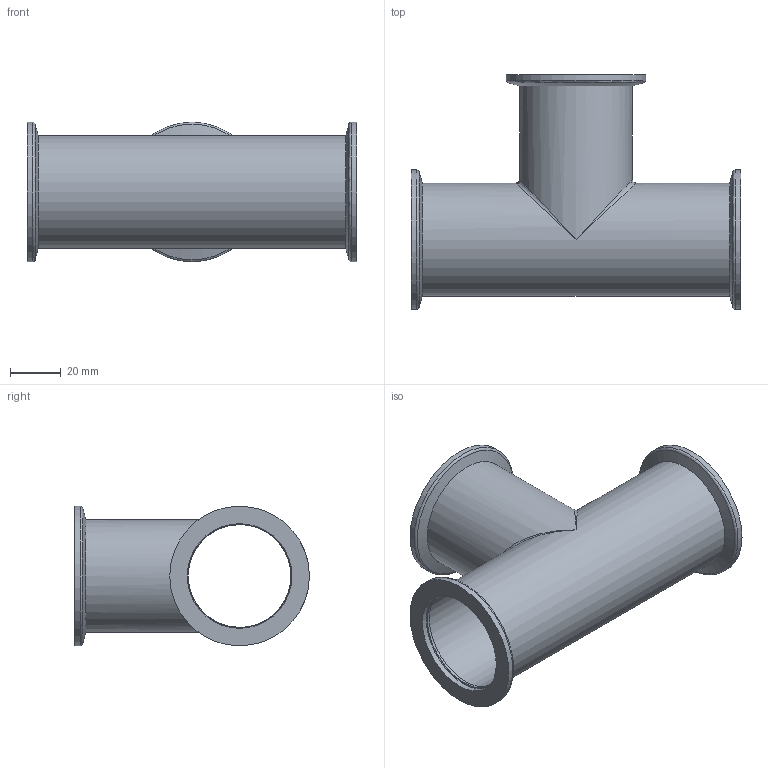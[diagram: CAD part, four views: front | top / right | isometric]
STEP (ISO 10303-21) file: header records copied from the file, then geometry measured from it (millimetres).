
FILE_DESCRIPTION (( 'STEP AP214' ), '1' );
FILE_NAME ('FULLVAC TE1KF40.STEP', '2019-04-05T13:32:07', ( '' ), ( '' ), 'SwSTEP 2.0', 'SolidWorks 2017', '' );
FILE_SCHEMA (( 'AUTOMOTIVE_DESIGN' ));
Length unit declared in the file: millimetre
Products named in the file (3): 1^FULLVAC TE1KF40; FULLVAC TE1KF40; 2^FULLVAC TE1KF40
Assembly tree (4 placements, depth 2):
  FULLVAC TE1KF40
    1^FULLVAC TE1KF40
    2^FULLVAC TE1KF40  x3
Bounding box: 130 x 92.5 x 55 mm (x, y, z)
Volume: 53195.6 mm3; surface area: 53935.2 mm2
Topology: 4 solids, 4 shells, 41 faces, 91 edges, 52 vertices
Faces by surface type: cylinder 16, plane 12, bspline 10, cone 3
Full cylindrical faces by diameter (mm): 40.5 x5, 41.2 x3, 44.5 x2, 44.7 x3, 55 x3
Entity records: 2972 total; most frequent: CARTESIAN_POINT 2284, DIRECTION 74, ORIENTED_EDGE 48, EDGE_LOOP 40, AXIS2_PLACEMENT_3D 37, FACE_OUTER_BOUND 31, UNCERTAINTY_MEASURE_WITH_UNIT 28, STYLED_ITEM 25
